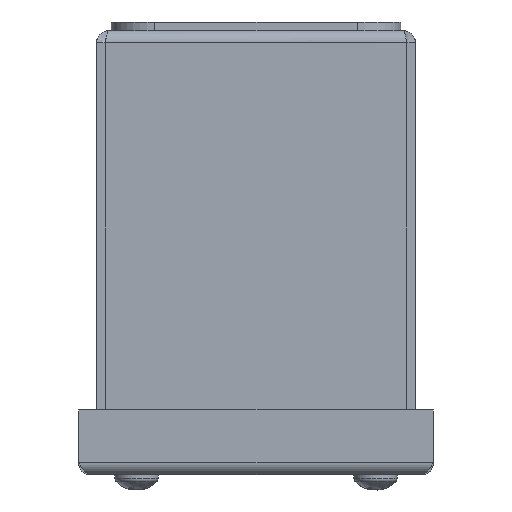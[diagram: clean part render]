
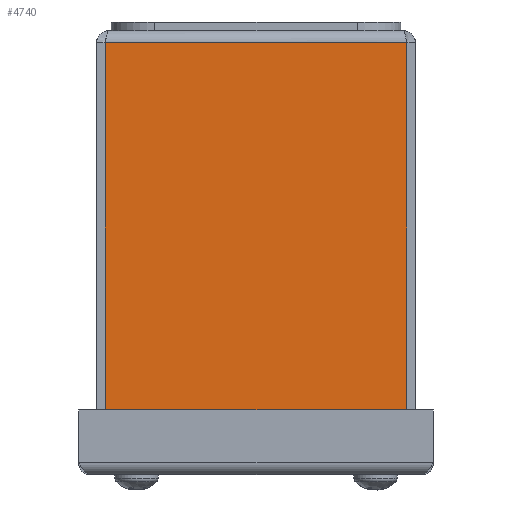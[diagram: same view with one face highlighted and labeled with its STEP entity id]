
A CAD part, left-side view. The second image highlights one B-rep face of the part: STEP entity #4740.
In plain terms, the highlighted face is planar.
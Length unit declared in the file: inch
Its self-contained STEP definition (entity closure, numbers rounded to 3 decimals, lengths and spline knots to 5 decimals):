
#379=LINE('',#6988,#797);
#389=LINE('',#7013,#807);
#390=LINE('',#7015,#808);
#391=LINE('',#7016,#809);
#797=VECTOR('',#5690,2.60059);
#807=VECTOR('',#5722,3.2895);
#808=VECTOR('',#5723,2.60059);
#809=VECTOR('',#5724,3.2895);
#1133=PLANE('',#5052);
#1378=FACE_OUTER_BOUND('',#1670,.T.);
#1670=EDGE_LOOP('',(#3435,#3436,#3437,#3438));
#2170=VERTEX_POINT('',#6985);
#2171=VERTEX_POINT('',#6987);
#2175=VERTEX_POINT('',#7012);
#2176=VERTEX_POINT('',#7014);
#2631=EDGE_CURVE('',#2171,#2170,#379,.T.);
#2644=EDGE_CURVE('',#2175,#2170,#389,.T.);
#2645=EDGE_CURVE('',#2175,#2176,#390,.T.);
#2646=EDGE_CURVE('',#2171,#2176,#391,.T.);
#3435=ORIENTED_EDGE('',*,*,#2631,.T.);
#3436=ORIENTED_EDGE('',*,*,#2644,.F.);
#3437=ORIENTED_EDGE('',*,*,#2645,.T.);
#3438=ORIENTED_EDGE('',*,*,#2646,.F.);
#4740=ADVANCED_FACE('',(#1378),#1133,.F.);
#5052=AXIS2_PLACEMENT_3D('',#7011,#5720,#5721);
#5690=DIRECTION('',(-1.,0.,0.));
#5720=DIRECTION('center_axis',(0.,1.,0.));
#5721=DIRECTION('ref_axis',(1.,0.,0.));
#5722=DIRECTION('',(0.,0.,1.));
#5723=DIRECTION('',(1.,0.,0.));
#5724=DIRECTION('',(0.,0.,-1.));
#6985=CARTESIAN_POINT('',(0.07471,0.,3.39475));
#6987=CARTESIAN_POINT('',(2.67529,0.,3.39475));
#6988=CARTESIAN_POINT('',(2.02515,0.,3.39475));
#7011=CARTESIAN_POINT('Origin',(1.375,0.,1.72296));
#7012=CARTESIAN_POINT('',(0.07471,0.,0.10525));
#7013=CARTESIAN_POINT('',(0.07471,0.,0.10525));
#7014=CARTESIAN_POINT('',(2.67529,0.,0.10525));
#7015=CARTESIAN_POINT('',(1.375,0.,0.10525));
#7016=CARTESIAN_POINT('',(2.67529,0.,0.10525));
